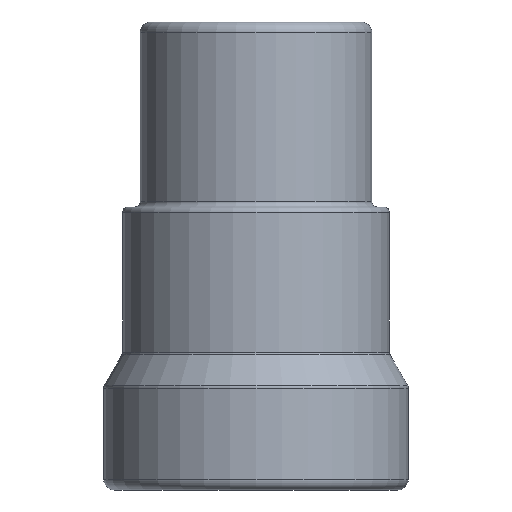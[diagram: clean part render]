
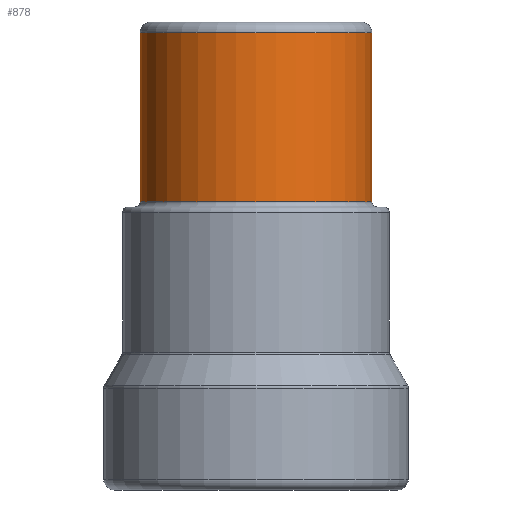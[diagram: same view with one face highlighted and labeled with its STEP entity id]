
A CAD part, left-side view. The second image highlights one B-rep face of the part: STEP entity #878.
In plain terms, the highlighted cylindrical face has radius 10.65 mm (diameter 21.3 mm), a partial arc.
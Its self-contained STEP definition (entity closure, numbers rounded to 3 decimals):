
#113=CARTESIAN_POINT('',(0.,0.,42.));
#114=DIRECTION('',(0.,0.,1.));
#115=DIRECTION('',(0.,1.,0.));
#116=AXIS2_PLACEMENT_3D('',#113,#114,#115);
#121=DIRECTION('',(0.,0.,1.));
#122=VECTOR('',#121,15.5);
#123=CARTESIAN_POINT('',(0.,-10.65,26.5));
#124=LINE('',#123,#122);
#128=CARTESIAN_POINT('',(0.,0.,26.5));
#129=DIRECTION('',(0.,0.,-1.));
#130=DIRECTION('',(0.,-1.,0.));
#131=AXIS2_PLACEMENT_3D('',#128,#129,#130);
#136=DIRECTION('',(0.,0.,1.));
#137=VECTOR('',#136,15.5);
#138=CARTESIAN_POINT('',(0.,10.65,26.5));
#139=LINE('',#138,#137);
#709=CARTESIAN_POINT('',(0.,-10.65,26.5));
#710=CARTESIAN_POINT('',(0.,10.65,26.5));
#711=VERTEX_POINT('',#709);
#712=VERTEX_POINT('',#710);
#729=CARTESIAN_POINT('',(0.,10.65,42.));
#730=CARTESIAN_POINT('',(0.,-10.65,42.));
#731=VERTEX_POINT('',#729);
#732=VERTEX_POINT('',#730);
#864=CARTESIAN_POINT('',(0.,0.,45.15));
#865=DIRECTION('',(0.,0.,-1.));
#866=DIRECTION('',(0.,-1.,0.));
#867=AXIS2_PLACEMENT_3D('',#864,#865,#866);
#868=CYLINDRICAL_SURFACE('',#867,10.65);
#870=ORIENTED_EDGE('',*,*,#869,.T.);
#872=ORIENTED_EDGE('',*,*,#871,.F.);
#873=ORIENTED_EDGE('',*,*,#854,.T.);
#875=ORIENTED_EDGE('',*,*,#874,.T.);
#876=EDGE_LOOP('',(#870,#872,#873,#875));
#877=FACE_OUTER_BOUND('',#876,.F.);
#878=ADVANCED_FACE('',(#877),#868,.T.);
#117=CIRCLE('',#116,10.65);
#132=CIRCLE('',#131,10.65);
#854=EDGE_CURVE('',#711,#712,#132,.T.);
#869=EDGE_CURVE('',#731,#732,#117,.T.);
#871=EDGE_CURVE('',#711,#732,#124,.T.);
#874=EDGE_CURVE('',#712,#731,#139,.T.);
